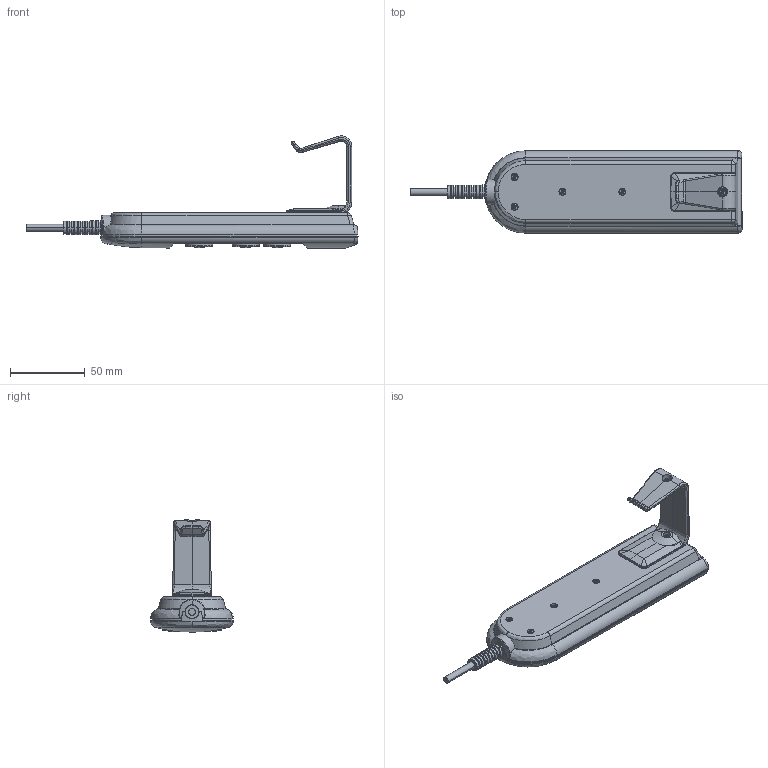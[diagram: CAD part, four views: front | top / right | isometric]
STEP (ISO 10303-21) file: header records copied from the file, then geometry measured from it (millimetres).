
FILE_DESCRIPTION (( 'STEP AP203' ), '1' );
FILE_NAME ('Proline.STEP', '2011-04-07T06:32:28', ( '.' ), ( '.' ), 'SwSTEP 2.0', 'SolidWorks 2008', '' );
FILE_SCHEMA (( 'CONFIG_CONTROL_DESIGN' ));
Length unit declared in the file: millimetre
Products named in the file (1): Proline
Bounding box: 221.92 x 55.01 x 74.95 mm (x, y, z)
Volume: 183977.3 mm3; surface area: 33396.6 mm2
Topology: 1 solids, 2 shells, 510 faces, 1288 edges, 814 vertices
Faces by surface type: plane 208, cylinder 138, bspline 75, cone 59, sphere 18, torus 12
Entity records: 20771 total; most frequent: CARTESIAN_POINT 9254, ORIENTED_EDGE 2532, DIRECTION 2271, EDGE_CURVE 1266, AXIS2_PLACEMENT_3D 891, VERTEX_POINT 802, EDGE_LOOP 554, FACE_OUTER_BOUND 510
